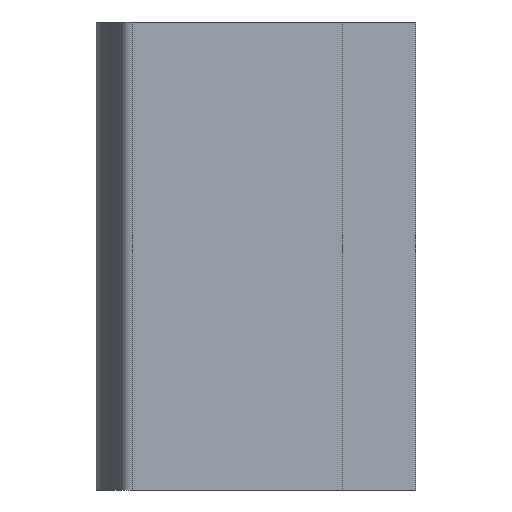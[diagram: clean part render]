
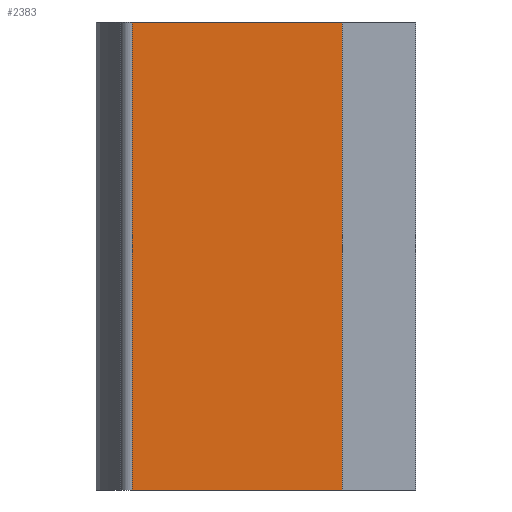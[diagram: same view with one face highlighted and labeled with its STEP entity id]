
A CAD part, left-side view. The second image highlights one B-rep face of the part: STEP entity #2383.
In plain terms, the highlighted planar face has unit normal (-1, 0, 0).
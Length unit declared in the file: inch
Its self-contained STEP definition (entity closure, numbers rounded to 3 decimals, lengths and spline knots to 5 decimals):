
#51 = ORIENTED_EDGE ( 'NONE', *, *, #2825, .T. ) ;
#160 = CARTESIAN_POINT ( 'NONE',  ( -0.5, -0.25, 0.59375 ) ) ;
#211 = LINE ( 'NONE', #3306, #4699 ) ;
#233 = DIRECTION ( 'NONE',  ( 0., 1., 0. ) ) ;
#689 = VERTEX_POINT ( 'NONE', #3846 ) ;
#801 = CARTESIAN_POINT ( 'NONE',  ( -0.5, 0., -0.59375 ) ) ;
#1379 = DIRECTION ( 'NONE',  ( 0., 0., 1. ) ) ;
#1402 = EDGE_CURVE ( 'NONE', #3866, #3395, #3929, .T. ) ;
#1411 = LINE ( 'NONE', #3388, #3794 ) ;
#1618 = DIRECTION ( 'NONE',  ( 0., 1., 0. ) ) ;
#1675 = ORIENTED_EDGE ( 'NONE', *, *, #2892, .T. ) ;
#1830 = CARTESIAN_POINT ( 'NONE',  ( -0.5, 0., -0.59375 ) ) ;
#2277 = CARTESIAN_POINT ( 'NONE',  ( -0.5, 0.283, -0.59375 ) ) ;
#2288 = CARTESIAN_POINT ( 'NONE',  ( -0.5, -0.25, -0.59375 ) ) ;
#2383 = ADVANCED_FACE ( 'NONE', ( #4882 ), #3703, .F. ) ;
#2581 = DIRECTION ( 'NONE',  ( 0., 1., 0. ) ) ;
#2597 = ORIENTED_EDGE ( 'NONE', *, *, #1402, .F. ) ;
#2681 = VECTOR ( 'NONE', #3785, 39.37008 ) ;
#2825 = EDGE_CURVE ( 'NONE', #3866, #3975, #211, .T. ) ;
#2892 = EDGE_CURVE ( 'NONE', #689, #3395, #4168, .T. ) ;
#2961 = DIRECTION ( 'NONE',  ( 1., 0., 0. ) ) ;
#3306 = CARTESIAN_POINT ( 'NONE',  ( -0.5, -0.25, -0.96859 ) ) ;
#3388 = CARTESIAN_POINT ( 'NONE',  ( -0.5, 0., 0.59375 ) ) ;
#3395 = VERTEX_POINT ( 'NONE', #3829 ) ;
#3703 = PLANE ( 'NONE',  #4620 ) ;
#3785 = DIRECTION ( 'NONE',  ( 0., 0., -1. ) ) ;
#3794 = VECTOR ( 'NONE', #2581, 39.37008 ) ;
#3829 = CARTESIAN_POINT ( 'NONE',  ( -0.5, 0.283, -0.59375 ) ) ;
#3846 = CARTESIAN_POINT ( 'NONE',  ( -0.5, 0.283, 0.59375 ) ) ;
#3866 = VERTEX_POINT ( 'NONE', #2288 ) ;
#3870 = ORIENTED_EDGE ( 'NONE', *, *, #4400, .T. ) ;
#3929 = LINE ( 'NONE', #801, #4481 ) ;
#3975 = VERTEX_POINT ( 'NONE', #160 ) ;
#4011 = EDGE_LOOP ( 'NONE', ( #3870, #1675, #2597, #51 ) ) ;
#4168 = LINE ( 'NONE', #2277, #2681 ) ;
#4400 = EDGE_CURVE ( 'NONE', #3975, #689, #1411, .T. ) ;
#4481 = VECTOR ( 'NONE', #1618, 39.37008 ) ;
#4620 = AXIS2_PLACEMENT_3D ( 'NONE', #1830, #2961, #233 ) ;
#4699 = VECTOR ( 'NONE', #1379, 39.37008 ) ;
#4882 = FACE_OUTER_BOUND ( 'NONE', #4011, .T. ) ;
